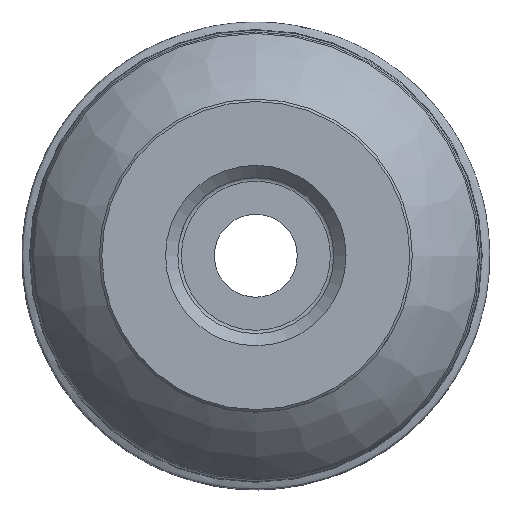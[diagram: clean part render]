
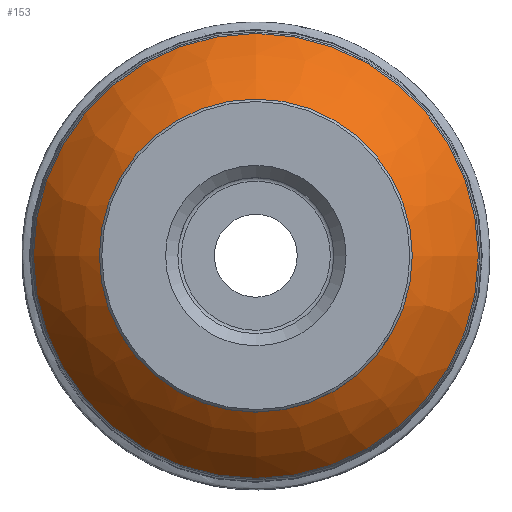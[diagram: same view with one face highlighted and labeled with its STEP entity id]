
A CAD part, top view. The second image highlights one B-rep face of the part: STEP entity #153.
In plain terms, the highlighted free-form (B-spline) face has degree [3, 3] with [4, 7] control points.
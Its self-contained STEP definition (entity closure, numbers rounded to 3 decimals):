
#101=(
BOUNDED_SURFACE()
B_SPLINE_SURFACE(3,3,((#987,#988,#989,#990,#991,#992,#993),(#994,#995,#996,
#997,#998,#999,#1000),(#1001,#1002,#1003,#1004,#1005,#1006,#1007),(#1008,
#1009,#1010,#1011,#1012,#1013,#1014)),.UNSPECIFIED.,.F.,.T.,.F.)
B_SPLINE_SURFACE_WITH_KNOTS((4,4),(1,3,3,3,1),(0.,1.),(-0.5,0.,0.5,1.,1.5),
 .UNSPECIFIED.)
GEOMETRIC_REPRESENTATION_ITEM()
RATIONAL_B_SPLINE_SURFACE(((1.,0.333,0.333,1.,0.333,
0.333,1.),(0.989,0.33,0.33,
0.989,0.33,0.33,0.989),
(0.989,0.33,0.33,0.989,
0.33,0.33,0.989),(1.,0.333,
0.333,1.,0.333,0.333,1.)))
REPRESENTATION_ITEM('')
SURFACE()
);
#153=ADVANCED_FACE('CN_SU6',(#218,#219),#101,.T.);
#218=FACE_BOUND('',#295,.T.);
#219=FACE_BOUND('',#296,.T.);
#295=EDGE_LOOP('',(#371));
#296=EDGE_LOOP('',(#372));
#371=ORIENTED_EDGE('',*,*,#470,.T.);
#372=ORIENTED_EDGE('',*,*,#469,.T.);
#430=VERTEX_POINT('',#983);
#431=VERTEX_POINT('',#986);
#469=EDGE_CURVE('',#430,#430,#507,.T.);
#470=EDGE_CURVE('',#431,#431,#508,.T.);
#507=CIRCLE('',#679,24.399);
#508=CIRCLE('',#681,36.244);
#679=AXIS2_PLACEMENT_3D('',#982,#822,#823);
#681=AXIS2_PLACEMENT_3D('',#985,#826,#827);
#822=DIRECTION('',(0.,0.,-1.));
#823=DIRECTION('',(-1.,0.,0.));
#826=DIRECTION('',(0.,0.,1.));
#827=DIRECTION('',(-1.,0.,0.));
#982=CARTESIAN_POINT('',(0.,0.,-18.723));
#983=CARTESIAN_POINT('',(-24.399,0.,-18.723));
#985=CARTESIAN_POINT('',(0.,0.,-30.719));
#986=CARTESIAN_POINT('',(-36.244,0.,-30.719));
#987=CARTESIAN_POINT('',(-36.244,0.,-30.719));
#988=CARTESIAN_POINT('',(-36.244,72.488,-30.719));
#989=CARTESIAN_POINT('',(36.244,72.488,-30.719));
#990=CARTESIAN_POINT('',(36.244,0.,-30.719));
#991=CARTESIAN_POINT('',(36.244,-72.488,-30.719));
#992=CARTESIAN_POINT('',(-36.244,-72.488,-30.719));
#993=CARTESIAN_POINT('',(-36.244,0.,-30.719));
#994=CARTESIAN_POINT('',(-33.055,0.,-26.016));
#995=CARTESIAN_POINT('',(-33.055,66.109,-26.016));
#996=CARTESIAN_POINT('',(33.055,66.109,-26.016));
#997=CARTESIAN_POINT('',(33.055,0.,-26.016));
#998=CARTESIAN_POINT('',(33.055,-66.109,-26.016));
#999=CARTESIAN_POINT('',(-33.055,-66.109,-26.016));
#1000=CARTESIAN_POINT('',(-33.055,0.,-26.016));
#1001=CARTESIAN_POINT('',(-29.062,0.,-21.972));
#1002=CARTESIAN_POINT('',(-29.062,58.123,-21.972));
#1003=CARTESIAN_POINT('',(29.062,58.123,-21.972));
#1004=CARTESIAN_POINT('',(29.062,0.,-21.972));
#1005=CARTESIAN_POINT('',(29.062,-58.123,-21.972));
#1006=CARTESIAN_POINT('',(-29.062,-58.123,-21.972));
#1007=CARTESIAN_POINT('',(-29.062,0.,-21.972));
#1008=CARTESIAN_POINT('',(-24.399,0.,-18.723));
#1009=CARTESIAN_POINT('',(-24.399,48.799,-18.723));
#1010=CARTESIAN_POINT('',(24.399,48.799,-18.723));
#1011=CARTESIAN_POINT('',(24.399,0.,-18.723));
#1012=CARTESIAN_POINT('',(24.399,-48.799,-18.723));
#1013=CARTESIAN_POINT('',(-24.399,-48.799,-18.723));
#1014=CARTESIAN_POINT('',(-24.399,0.,-18.723));
